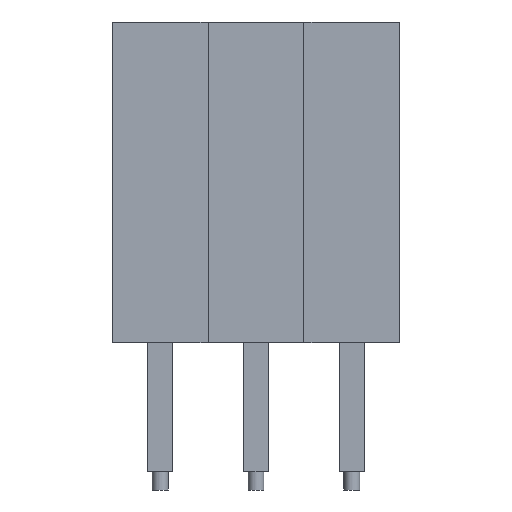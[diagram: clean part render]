
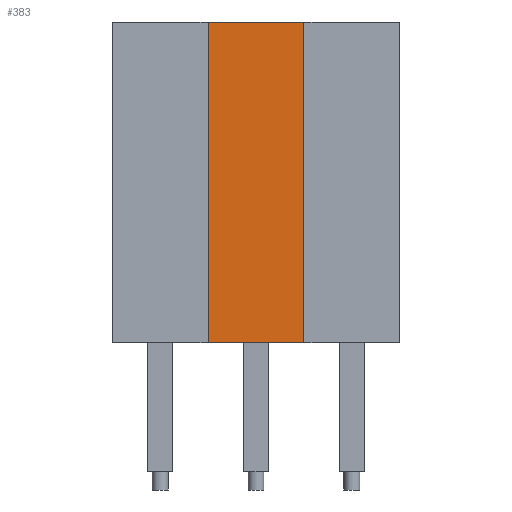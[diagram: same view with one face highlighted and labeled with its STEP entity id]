
A CAD part, front view. The second image highlights one B-rep face of the part: STEP entity #383.
In plain terms, the highlighted planar face has unit normal (0, -1, 0).
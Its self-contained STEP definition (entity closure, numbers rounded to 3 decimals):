
#383=ADVANCED_FACE('',(#600),#602,.T.);
#600=FACE_BOUND('',#601,.T.);
#601=EDGE_LOOP('',(#757,#758,#759,#760));
#602=PLANE('',#603);
#603=AXIS2_PLACEMENT_3D('',#604,#605,#606);
#604=CARTESIAN_POINT('',(0.,0.,0.));
#605=DIRECTION('',(0.,-1.,0.));
#606=DIRECTION('',(1.,0.,0.));
#757=ORIENTED_EDGE('',*,*,#846,.T.);
#758=ORIENTED_EDGE('',*,*,#827,.T.);
#759=ORIENTED_EDGE('',*,*,#841,.F.);
#760=ORIENTED_EDGE('',*,*,#834,.F.);
#827=EDGE_CURVE('',#909,#907,#910,.T.);
#834=EDGE_CURVE('',#919,#921,#922,.T.);
#841=EDGE_CURVE('',#921,#907,#931,.T.);
#846=EDGE_CURVE('',#919,#909,#940,.T.);
#907=VERTEX_POINT('',#1063);
#909=VERTEX_POINT('',#1067);
#910=LINE('',#1068,#1069);
#919=VERTEX_POINT('',#1089);
#921=VERTEX_POINT('',#1093);
#922=LINE('',#1094,#1095);
#931=LINE('',#1117,#1118);
#940=LINE('',#1136,#1137);
#1063=CARTESIAN_POINT('',(2.54,0.,8.5));
#1067=CARTESIAN_POINT('',(2.54,0.,0.));
#1068=CARTESIAN_POINT('',(2.54,0.,0.));
#1069=VECTOR('',#1070,1.);
#1070=DIRECTION('',(0.,0.,1.));
#1089=CARTESIAN_POINT('',(0.,0.,0.));
#1093=CARTESIAN_POINT('',(0.,0.,8.5));
#1094=CARTESIAN_POINT('',(0.,0.,0.));
#1095=VECTOR('',#1096,1.);
#1096=DIRECTION('',(0.,0.,1.));
#1117=CARTESIAN_POINT('',(0.,0.,8.5));
#1118=VECTOR('',#1119,1.);
#1119=DIRECTION('',(1.,0.,0.));
#1136=CARTESIAN_POINT('',(0.,0.,0.));
#1137=VECTOR('',#1138,1.);
#1138=DIRECTION('',(1.,0.,0.));
